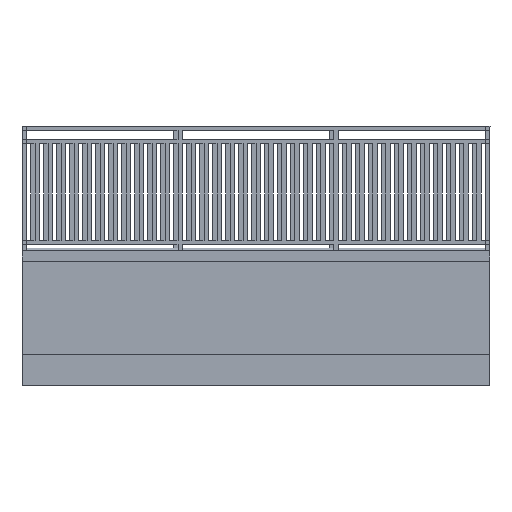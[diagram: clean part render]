
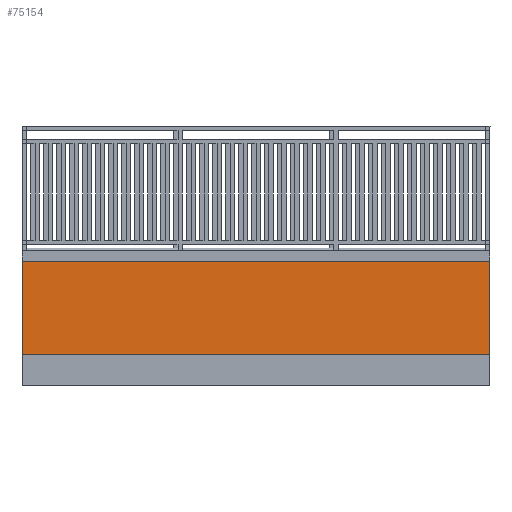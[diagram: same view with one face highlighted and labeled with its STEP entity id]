
A CAD part, left-side view. The second image highlights one B-rep face of the part: STEP entity #75154.
In plain terms, the highlighted planar face has unit normal (-1, 0, 0).
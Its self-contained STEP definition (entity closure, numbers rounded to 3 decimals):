
#5376=PLANE('',#79565);
#9276=FACE_OUTER_BOUND('',#13340,.T.);
#13340=EDGE_LOOP('',(#51461,#51462,#51463,#51464));
#17736=LINE('',#107709,#24730);
#17738=LINE('',#107713,#24732);
#17739=LINE('',#107715,#24733);
#17740=LINE('',#107716,#24734);
#24730=VECTOR('',#86633,0.039);
#24732=VECTOR('',#86637,0.039);
#24733=VECTOR('',#86638,0.039);
#24734=VECTOR('',#86639,0.039);
#31785=VERTEX_POINT('',#107706);
#31786=VERTEX_POINT('',#107708);
#31787=VERTEX_POINT('',#107712);
#31788=VERTEX_POINT('',#107714);
#39641=EDGE_CURVE('',#31786,#31785,#17736,.T.);
#39643=EDGE_CURVE('',#31785,#31787,#17738,.T.);
#39644=EDGE_CURVE('',#31788,#31787,#17739,.T.);
#39645=EDGE_CURVE('',#31788,#31786,#17740,.T.);
#51461=ORIENTED_EDGE('',*,*,#39641,.T.);
#51462=ORIENTED_EDGE('',*,*,#39643,.T.);
#51463=ORIENTED_EDGE('',*,*,#39644,.F.);
#51464=ORIENTED_EDGE('',*,*,#39645,.T.);
#75154=ADVANCED_FACE('',(#9276),#5376,.F.);
#79565=AXIS2_PLACEMENT_3D('',#107711,#86635,#86636);
#86633=DIRECTION('',(0.,0.,-1.));
#86635=DIRECTION('center_axis',(1.,0.,0.));
#86636=DIRECTION('ref_axis',(0.,1.,0.));
#86637=DIRECTION('',(0.,-1.,0.));
#86638=DIRECTION('',(0.,0.,-1.));
#86639=DIRECTION('',(0.,1.,0.));
#107706=CARTESIAN_POINT('',(0.,177.165,11.811));
#107708=CARTESIAN_POINT('',(0.,177.165,47.244));
#107709=CARTESIAN_POINT('',(0.,177.165,29.528));
#107711=CARTESIAN_POINT('Origin',(0.,177.165,29.528));
#107712=CARTESIAN_POINT('',(0.,0.,11.811));
#107713=CARTESIAN_POINT('',(0.,236.22,11.811));
#107714=CARTESIAN_POINT('',(0.,0.,47.244));
#107715=CARTESIAN_POINT('',(0.,0.,29.528));
#107716=CARTESIAN_POINT('',(0.,0.,47.244));
